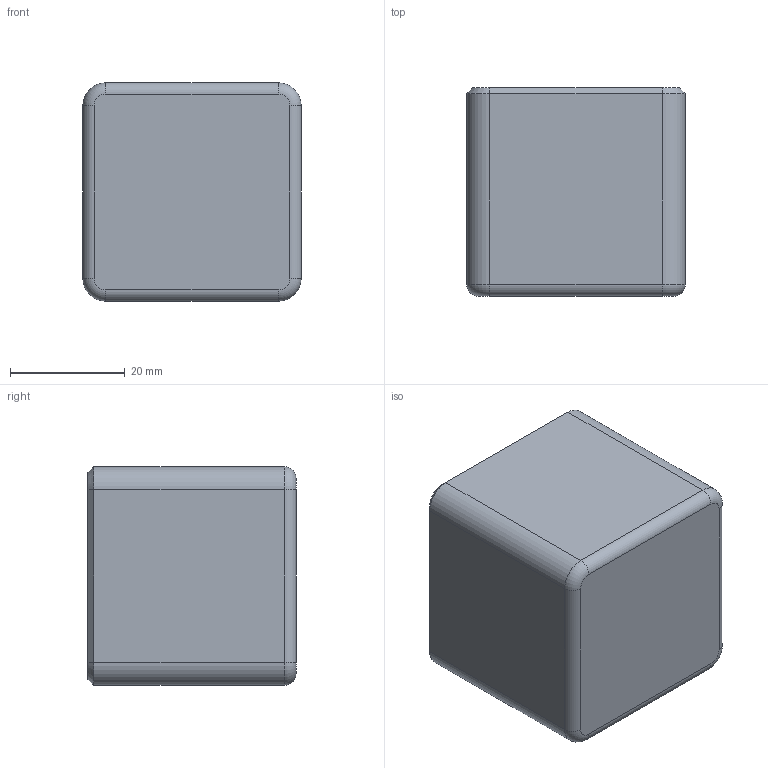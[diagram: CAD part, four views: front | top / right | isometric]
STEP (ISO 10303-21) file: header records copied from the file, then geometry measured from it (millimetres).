
FILE_DESCRIPTION(('FreeCAD Model'),'2;1');
FILE_NAME('Open CASCADE Shape Model','2023-11-24T10:12:51',(''),(''), 'Open CASCADE STEP processor 7.6','FreeCAD','Unknown');
FILE_SCHEMA(('AUTOMOTIVE_DESIGN { 1 0 10303 214 1 1 1 1 }'));
Length unit declared in the file: millimetre
Products named in the file (1): gopro_001
Bounding box: 38.1 x 36.3 x 38.1 mm (x, y, z)
Volume: 52000.6 mm3; surface area: 7945.3 mm2
Topology: 1 solids, 1 shells, 26 faces, 56 edges, 32 vertices
Faces by surface type: plane 10, cylinder 8, torus 4, cone 4
Entity records: 1384 total; most frequent: CARTESIAN_POINT 291, DIRECTION 182, ORIENTED_EDGE 112, PCURVE 112, DEFINITIONAL_REPRESENTATION 112, LINE 72, VECTOR 72, B_SPLINE_CURVE_WITH_KNOTS 64
